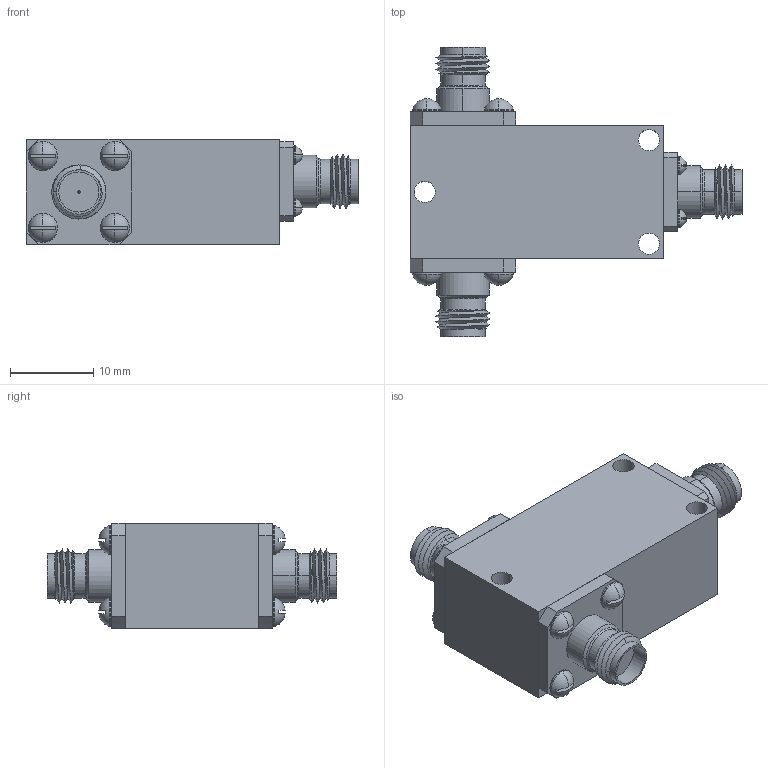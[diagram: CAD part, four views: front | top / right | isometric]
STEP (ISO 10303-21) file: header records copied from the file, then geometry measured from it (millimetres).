
FILE_DESCRIPTION (( 'STEP AP203' ), '1' );
FILE_NAME ('CV-K-S1, DF.STEP', '2019-10-22T17:45:28', ( '' ), ( '' ), 'SwSTEP 2.0', 'SolidWorks 2016', '' );
FILE_SCHEMA (( 'CONFIG_CONTROL_DESIGN' ));
Length unit declared in the file: inch
Products named in the file (1): CV-K-S1, DF
Bounding box: 39.88 x 34.8 x 12.7 mm (x, y, z)
Volume: 7317.4 mm3; surface area: 4744.9 mm2
Topology: 28 solids, 28 shells, 404 faces, 929 edges, 596 vertices
Faces by surface type: cylinder 146, plane 126, torus 54, cone 48, sphere 24, bspline 6
Entity records: 14620 total; most frequent: CARTESIAN_POINT 5065, DIRECTION 2192, ORIENTED_EDGE 1858, AXIS2_PLACEMENT_3D 945, EDGE_CURVE 929, VERTEX_POINT 596, CIRCLE 546, EDGE_LOOP 449
